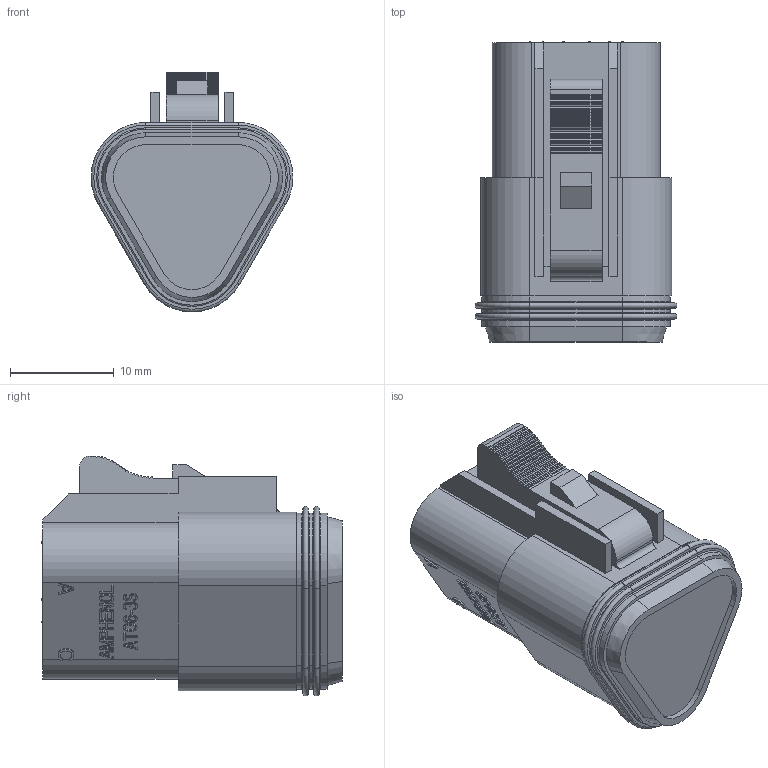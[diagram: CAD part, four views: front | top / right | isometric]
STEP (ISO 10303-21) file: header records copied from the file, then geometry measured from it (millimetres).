
FILE_DESCRIPTION((''),'2;1');
FILE_NAME('26-54224-03S','2016-04-22T',('Jony.xie'),(''),'PRO/ENGINEER BY PARAMETRIC TECHNOLOGY CORPORATION, 2013230','PRO/ENGINEER BY PARAMETRIC TECHNOLOGY CORPORATION, 2013230','');
FILE_SCHEMA(('CONFIG_CONTROL_DESIGN'));
Length unit declared in the file: millimetre
Products named in the file (1): 26-54224-03S
Bounding box: 19.49 x 29 x 23.16 mm (x, y, z)
Volume: 6348.2 mm3; surface area: 2707 mm2
Topology: 1 solids, 1 shells, 1006 faces, 2807 edges, 1856 vertices
Faces by surface type: plane 893, cylinder 70, torus 24, sphere 12, extrusion 4, cone 3
Entity records: 31737 total; most frequent: CARTESIAN_POINT 5697, ORIENTED_EDGE 5590, DIRECTION 5007, EDGE_CURVE 2795, VECTOR 2579, LINE 2575, VERTEX_POINT 1856, AXIS2_PLACEMENT_3D 1214
